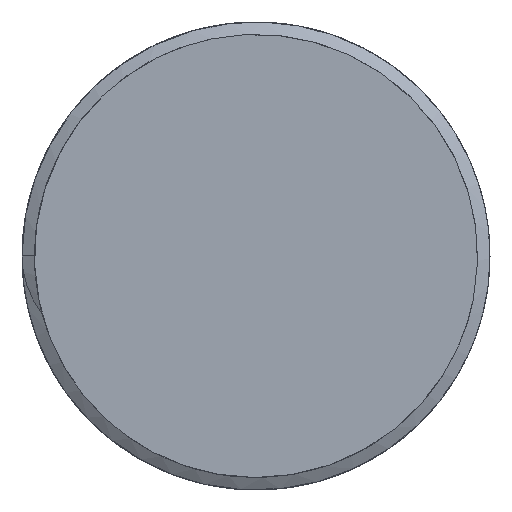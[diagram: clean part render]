
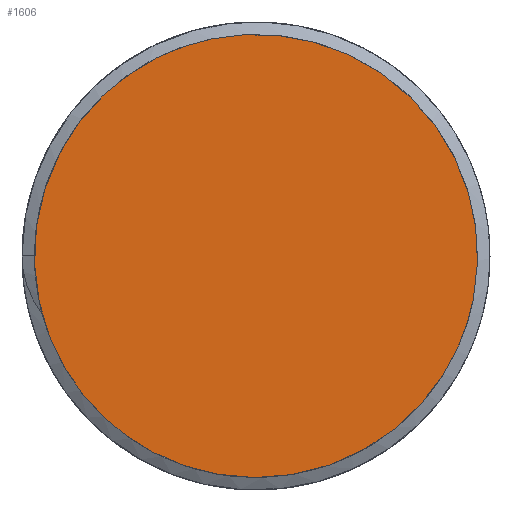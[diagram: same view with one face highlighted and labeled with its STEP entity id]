
A CAD part, left-side view. The second image highlights one B-rep face of the part: STEP entity #1606.
In plain terms, the highlighted free-form (B-spline) face has degree [1, 1] with [2, 2] control points.
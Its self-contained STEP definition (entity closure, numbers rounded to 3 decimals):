
#1587=CARTESIAN_POINT('',(0.,-90.596,86.65));
#1588=CARTESIAN_POINT('',(0.,-90.596,-81.329));
#1589=CARTESIAN_POINT('',(0.,86.65,86.65));
#1590=CARTESIAN_POINT('',(0.,86.65,-81.329));
#1591=B_SPLINE_SURFACE_WITH_KNOTS('',1,1,((#1587,#1588),(#1589,#1590)),.PLANE_SURF.,.F.,.F.,.U.,(2,2),(2,2),(-2.759,3.617),(-2.617,3.426),.UNSPECIFIED.);
#1592=CARTESIAN_POINT('',(0.,-13.63,-2.726));
#1593=VERTEX_POINT('',#1592);
#1594=CARTESIAN_POINT('',(0.,-13.63,-2.726));
#1595=CARTESIAN_POINT('',(0.,-18.352,20.881));
#1596=CARTESIAN_POINT('',(0.,4.454,13.167));
#1597=CARTESIAN_POINT('',(0.,27.26,5.453));
#1598=CARTESIAN_POINT('',(0.,9.176,-10.441));
#1599=CARTESIAN_POINT('',(0.,-8.908,-26.334));
#1600=CARTESIAN_POINT('',(0.,-13.63,-2.726));
#1601=(BOUNDED_CURVE()B_SPLINE_CURVE(2,(#1594,#1595,#1596,#1597,#1598,#1599,#1600),.CIRCULAR_ARC.,.T.,.U.)B_SPLINE_CURVE_WITH_KNOTS((3,2,2,3),(0.,0.333,0.667,1.),.UNSPECIFIED.)CURVE()GEOMETRIC_REPRESENTATION_ITEM()RATIONAL_B_SPLINE_CURVE((1.,0.5,1.,0.5,1.,0.5,1.))REPRESENTATION_ITEM(''));
#1602=EDGE_CURVE('',#1593,#1593,#1601,.T.);
#1603=ORIENTED_EDGE('',*,*,#1602,.T.);
#1604=EDGE_LOOP('',(#1603));
#1605=FACE_OUTER_BOUND('',#1604,.T.);
#1606=ADVANCED_FACE('',(#1605),#1591,.T.);
